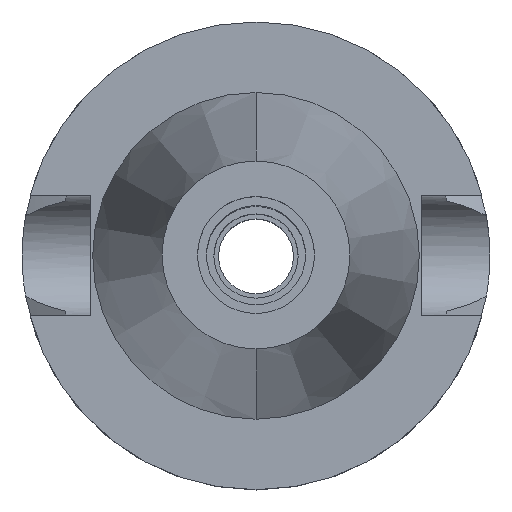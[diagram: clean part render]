
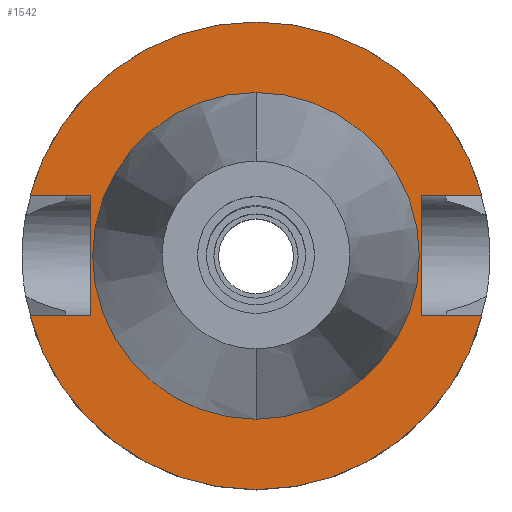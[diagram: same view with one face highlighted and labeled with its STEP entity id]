
A CAD part, top view. The second image highlights one B-rep face of the part: STEP entity #1542.
In plain terms, the highlighted planar face has unit normal (0, 0, 1).
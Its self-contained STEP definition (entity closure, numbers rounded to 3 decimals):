
#526=DIRECTION('',(1.,0.,0.));
#527=VECTOR('',#526,12.921);
#528=CARTESIAN_POINT('',(35.4,12.85,-1.5));
#529=LINE('',#528,#527);
#573=DIRECTION('',(0.,1.,0.));
#574=VECTOR('',#573,25.7);
#575=CARTESIAN_POINT('',(-35.4,-12.85,-1.5));
#576=LINE('',#575,#574);
#580=DIRECTION('',(-1.,0.,0.));
#581=VECTOR('',#580,12.921);
#582=CARTESIAN_POINT('',(-35.4,12.85,-1.5));
#583=LINE('',#582,#581);
#587=CARTESIAN_POINT('',(0.,0.,-1.5));
#588=DIRECTION('',(0.,0.,-1.));
#589=DIRECTION('',(-0.966,0.257,0.));
#590=AXIS2_PLACEMENT_3D('',#587,#588,#589);
#595=CARTESIAN_POINT('',(0.,0.,-1.5));
#596=DIRECTION('',(0.,0.,-1.));
#597=DIRECTION('',(0.,1.,0.));
#598=AXIS2_PLACEMENT_3D('',#595,#596,#597);
#603=DIRECTION('',(0.,-1.,0.));
#604=VECTOR('',#603,25.7);
#605=CARTESIAN_POINT('',(35.4,12.85,-1.5));
#606=LINE('',#605,#604);
#610=DIRECTION('',(1.,0.,0.));
#611=VECTOR('',#610,12.921);
#612=CARTESIAN_POINT('',(35.4,-12.85,-1.5));
#613=LINE('',#612,#611);
#617=CARTESIAN_POINT('',(0.,0.,-1.5));
#618=DIRECTION('',(0.,0.,-1.));
#619=DIRECTION('',(0.966,-0.257,0.));
#620=AXIS2_PLACEMENT_3D('',#617,#618,#619);
#625=CARTESIAN_POINT('',(0.,0.,-1.5));
#626=DIRECTION('',(0.,0.,-1.));
#627=DIRECTION('',(0.,-1.,0.));
#628=AXIS2_PLACEMENT_3D('',#625,#626,#627);
#633=CARTESIAN_POINT('',(0.,0.,-1.5));
#634=DIRECTION('',(0.,0.,1.));
#635=DIRECTION('',(0.,-1.,0.));
#636=AXIS2_PLACEMENT_3D('',#633,#634,#635);
#641=CARTESIAN_POINT('',(0.,0.,-1.5));
#642=DIRECTION('',(0.,0.,1.));
#643=DIRECTION('',(0.,1.,0.));
#644=AXIS2_PLACEMENT_3D('',#641,#642,#643);
#679=DIRECTION('',(-1.,0.,0.));
#680=VECTOR('',#679,12.921);
#681=CARTESIAN_POINT('',(-35.4,-12.85,-1.5));
#682=LINE('',#681,#680);
#1017=CARTESIAN_POINT('',(-35.4,-12.85,-1.5));
#1018=VERTEX_POINT('',#1017);
#1019=CARTESIAN_POINT('',(-48.321,-12.85,-1.5));
#1020=VERTEX_POINT('',#1019);
#1023=CARTESIAN_POINT('',(-35.4,12.85,-1.5));
#1024=VERTEX_POINT('',#1023);
#1025=CARTESIAN_POINT('',(-48.321,12.85,-1.5));
#1026=VERTEX_POINT('',#1025);
#1027=CARTESIAN_POINT('',(0.,50.,-1.5));
#1028=CARTESIAN_POINT('',(48.321,12.85,-1.5));
#1029=VERTEX_POINT('',#1027);
#1030=VERTEX_POINT('',#1028);
#1031=CARTESIAN_POINT('',(35.4,12.85,-1.5));
#1032=VERTEX_POINT('',#1031);
#1033=CARTESIAN_POINT('',(35.4,-12.85,-1.5));
#1034=VERTEX_POINT('',#1033);
#1035=CARTESIAN_POINT('',(48.321,-12.85,-1.5));
#1036=VERTEX_POINT('',#1035);
#1037=CARTESIAN_POINT('',(0.,-50.,-1.5));
#1038=VERTEX_POINT('',#1037);
#1039=CARTESIAN_POINT('',(0.,-34.925,-1.5));
#1040=CARTESIAN_POINT('',(0.,34.925,-1.5));
#1041=VERTEX_POINT('',#1039);
#1042=VERTEX_POINT('',#1040);
#1511=CARTESIAN_POINT('',(0.,0.,-1.5));
#1512=DIRECTION('',(0.,0.,-1.));
#1513=DIRECTION('',(0.,-1.,0.));
#1514=AXIS2_PLACEMENT_3D('',#1511,#1512,#1513);
#1515=PLANE('',#1514);
#1517=ORIENTED_EDGE('',*,*,#1516,.T.);
#1519=ORIENTED_EDGE('',*,*,#1518,.T.);
#1521=ORIENTED_EDGE('',*,*,#1520,.T.);
#1523=ORIENTED_EDGE('',*,*,#1522,.T.);
#1524=ORIENTED_EDGE('',*,*,#1487,.F.);
#1525=ORIENTED_EDGE('',*,*,#1501,.T.);
#1527=ORIENTED_EDGE('',*,*,#1526,.T.);
#1529=ORIENTED_EDGE('',*,*,#1528,.T.);
#1531=ORIENTED_EDGE('',*,*,#1530,.T.);
#1533=ORIENTED_EDGE('',*,*,#1532,.F.);
#1534=EDGE_LOOP('',(#1517,#1519,#1521,#1523,#1524,#1525,#1527,#1529,#1531,
#1533));
#1535=FACE_OUTER_BOUND('',#1534,.F.);
#1537=ORIENTED_EDGE('',*,*,#1536,.T.);
#1539=ORIENTED_EDGE('',*,*,#1538,.T.);
#1540=EDGE_LOOP('',(#1537,#1539));
#1541=FACE_BOUND('',#1540,.F.);
#591=CIRCLE('',#590,50.);
#599=CIRCLE('',#598,50.);
#621=CIRCLE('',#620,50.);
#629=CIRCLE('',#628,50.);
#637=CIRCLE('',#636,34.925);
#645=CIRCLE('',#644,34.925);
#1487=EDGE_CURVE('',#1032,#1030,#529,.T.);
#1501=EDGE_CURVE('',#1032,#1034,#606,.T.);
#1516=EDGE_CURVE('',#1018,#1024,#576,.T.);
#1518=EDGE_CURVE('',#1024,#1026,#583,.T.);
#1520=EDGE_CURVE('',#1026,#1029,#591,.T.);
#1522=EDGE_CURVE('',#1029,#1030,#599,.T.);
#1526=EDGE_CURVE('',#1034,#1036,#613,.T.);
#1528=EDGE_CURVE('',#1036,#1038,#621,.T.);
#1530=EDGE_CURVE('',#1038,#1020,#629,.T.);
#1532=EDGE_CURVE('',#1018,#1020,#682,.T.);
#1536=EDGE_CURVE('',#1041,#1042,#637,.T.);
#1538=EDGE_CURVE('',#1042,#1041,#645,.T.);
#1542=ADVANCED_FACE('',(#1535,#1541),#1515,.F.);
